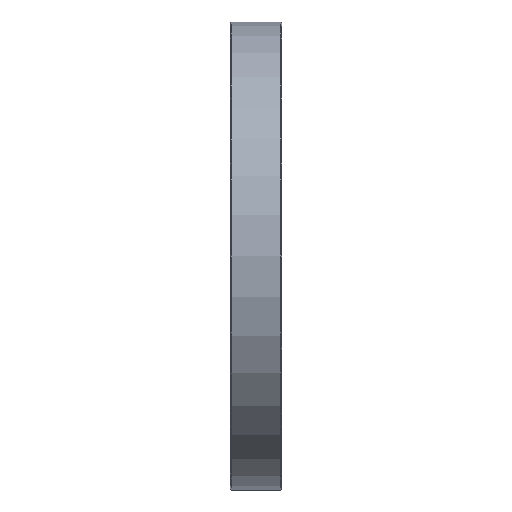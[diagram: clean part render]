
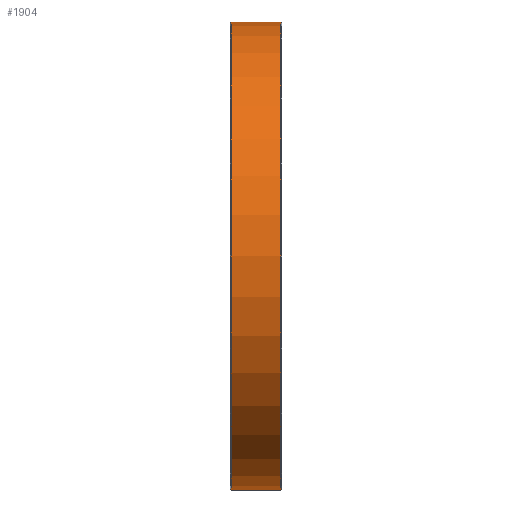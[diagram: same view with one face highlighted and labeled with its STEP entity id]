
A CAD part, left-side view. The second image highlights one B-rep face of the part: STEP entity #1904.
In plain terms, the highlighted cylindrical face has radius 101.2 mm (diameter 202.4 mm), a partial arc.
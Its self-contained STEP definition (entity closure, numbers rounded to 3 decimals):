
#315 = CARTESIAN_POINT ( 'NONE',  ( 0., -15.022, -101.2 ) ) ;
#811 = CARTESIAN_POINT ( 'NONE',  ( 0., -15.022, 101.2 ) ) ;
#851 = CARTESIAN_POINT ( 'NONE',  ( 0., 0.4, -101.2 ) ) ;
#995 = DIRECTION ( 'NONE',  ( 0., 0., 1. ) ) ;
#1151 = DIRECTION ( 'NONE',  ( 0., -1., 0. ) ) ;
#1531 = ORIENTED_EDGE ( 'NONE', *, *, #4635, .T. ) ;
#1662 = LINE ( 'NONE', #811, #2626 ) ;
#1723 = EDGE_LOOP ( 'NONE', ( #3126, #2751, #1531, #3423 ) ) ;
#1793 = DIRECTION ( 'NONE',  ( 0., 1., 0. ) ) ;
#1904 = ADVANCED_FACE ( 'NONE', ( #3586 ), #5271, .T. ) ;
#1987 = CARTESIAN_POINT ( 'NONE',  ( 0., -15.022, 0. ) ) ;
#2032 = DIRECTION ( 'NONE',  ( 0., -1., 0. ) ) ;
#2118 = LINE ( 'NONE', #315, #2947 ) ;
#2173 = VERTEX_POINT ( 'NONE', #4133 ) ;
#2429 = DIRECTION ( 'NONE',  ( 0., 0., -1. ) ) ;
#2507 = CARTESIAN_POINT ( 'NONE',  ( 0., 21.9, 0. ) ) ;
#2597 = EDGE_CURVE ( 'NONE', #4875, #4955, #4520, .T. ) ;
#2626 = VECTOR ( 'NONE', #2032, 1000. ) ;
#2645 = CARTESIAN_POINT ( 'NONE',  ( 0., 21.9, 101.2 ) ) ;
#2649 = VERTEX_POINT ( 'NONE', #851 ) ;
#2751 = ORIENTED_EDGE ( 'NONE', *, *, #2597, .T. ) ;
#2947 = VECTOR ( 'NONE', #1151, 1000. ) ;
#3095 = CARTESIAN_POINT ( 'NONE',  ( 0., 21.9, -101.2 ) ) ;
#3126 = ORIENTED_EDGE ( 'NONE', *, *, #4760, .F. ) ;
#3374 = EDGE_CURVE ( 'NONE', #2649, #2173, #4403, .T. ) ;
#3423 = ORIENTED_EDGE ( 'NONE', *, *, #3374, .T. ) ;
#3586 = FACE_OUTER_BOUND ( 'NONE', #1723, .T. ) ;
#3641 = DIRECTION ( 'NONE',  ( 0., -1., 0. ) ) ;
#3765 = DIRECTION ( 'NONE',  ( 0., 0., -1. ) ) ;
#3846 = CARTESIAN_POINT ( 'NONE',  ( 0., 0.4, 0. ) ) ;
#3877 = AXIS2_PLACEMENT_3D ( 'NONE', #3846, #1793, #995 ) ;
#4133 = CARTESIAN_POINT ( 'NONE',  ( 0., 0.4, 101.2 ) ) ;
#4403 = CIRCLE ( 'NONE', #3877, 101.2 ) ;
#4447 = AXIS2_PLACEMENT_3D ( 'NONE', #2507, #4553, #3765 ) ;
#4520 = CIRCLE ( 'NONE', #4447, 101.2 ) ;
#4553 = DIRECTION ( 'NONE',  ( 0., -1., 0. ) ) ;
#4635 = EDGE_CURVE ( 'NONE', #4955, #2649, #2118, .T. ) ;
#4760 = EDGE_CURVE ( 'NONE', #4875, #2173, #1662, .T. ) ;
#4875 = VERTEX_POINT ( 'NONE', #2645 ) ;
#4955 = VERTEX_POINT ( 'NONE', #3095 ) ;
#5240 = AXIS2_PLACEMENT_3D ( 'NONE', #1987, #3641, #2429 ) ;
#5271 = CYLINDRICAL_SURFACE ( 'NONE', #5240, 101.2 ) ;
